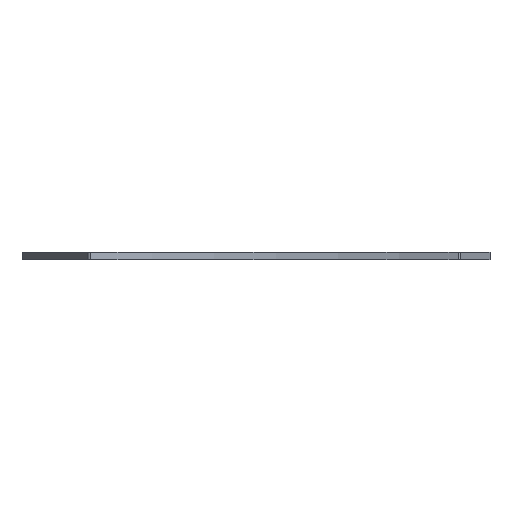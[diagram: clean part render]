
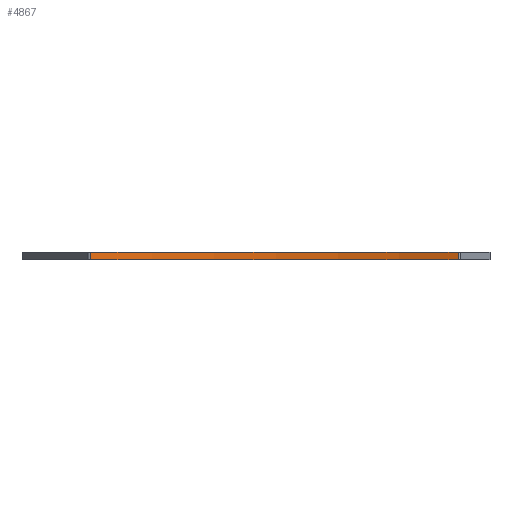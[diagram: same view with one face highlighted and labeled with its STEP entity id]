
A CAD part, front view. The second image highlights one B-rep face of the part: STEP entity #4867.
In plain terms, the highlighted cylindrical face has radius 150 mm (diameter 300 mm), a partial arc.
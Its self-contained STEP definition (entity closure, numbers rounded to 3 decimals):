
#834=CARTESIAN_POINT('',(124.658,64.333,7.78));
#835=VERTEX_POINT('',#834);
#843=CARTESIAN_POINT('',(25.872,70.076,7.78));
#844=VERTEX_POINT('',#843);
#845=CARTESIAN_POINT('',(67.046,-74.163,7.78));
#846=DIRECTION('',(0.,0.,1.));
#847=DIRECTION('',(1.,-0.,0.));
#848=AXIS2_PLACEMENT_3D('',#845,#846,#847);
#849=CIRCLE('',#848,150.);
#850=EDGE_CURVE('',#835,#844,#849,.T.);
#4409=CARTESIAN_POINT('',(25.872,70.076,9.78));
#4410=VERTEX_POINT('',#4409);
#4418=CARTESIAN_POINT('',(124.658,64.333,9.78));
#4419=VERTEX_POINT('',#4418);
#4420=CARTESIAN_POINT('',(67.046,-74.163,9.78));
#4421=DIRECTION('',(0.,-0.,1.));
#4422=DIRECTION('',(0.996,0.087,0.));
#4423=AXIS2_PLACEMENT_3D('',#4420,#4421,#4422);
#4424=CIRCLE('',#4423,150.);
#4425=EDGE_CURVE('',#4419,#4410,#4424,.T.);
#4840=CARTESIAN_POINT('',(25.872,70.076,9.78));
#4841=DIRECTION('',(0.,0.,-1.));
#4842=VECTOR('',#4841,2.);
#4843=LINE('',#4840,#4842);
#4844=EDGE_CURVE('',#4410,#844,#4843,.T.);
#4851=CARTESIAN_POINT('',(67.046,-74.163,9.78));
#4852=DIRECTION('',(-0.,0.,-1.));
#4853=DIRECTION('',(-0.996,-0.087,0.));
#4854=AXIS2_PLACEMENT_3D('',#4851,#4852,#4853);
#4855=CYLINDRICAL_SURFACE('',#4854,150.);
#4856=ORIENTED_EDGE('',*,*,#850,.F.);
#4857=CARTESIAN_POINT('',(124.658,64.333,7.78));
#4858=DIRECTION('',(-0.,-0.,1.));
#4859=VECTOR('',#4858,2.);
#4860=LINE('',#4857,#4859);
#4861=EDGE_CURVE('',#835,#4419,#4860,.T.);
#4862=ORIENTED_EDGE('',*,*,#4861,.T.);
#4863=ORIENTED_EDGE('',*,*,#4425,.T.);
#4864=ORIENTED_EDGE('',*,*,#4844,.T.);
#4865=EDGE_LOOP('',(#4856,#4862,#4863,#4864));
#4866=FACE_BOUND('',#4865,.T.);
#4867=ADVANCED_FACE('',(#4866),#4855,.F.);
